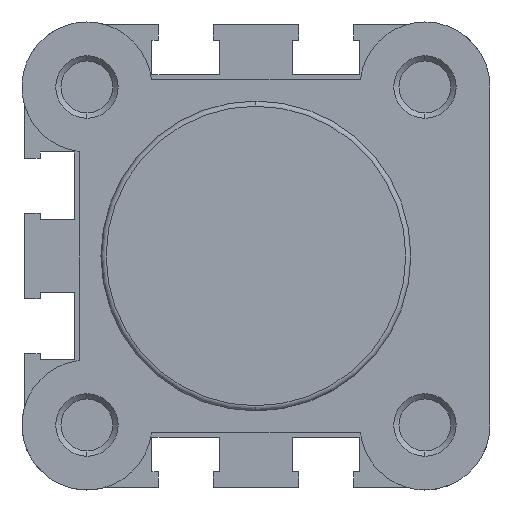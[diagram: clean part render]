
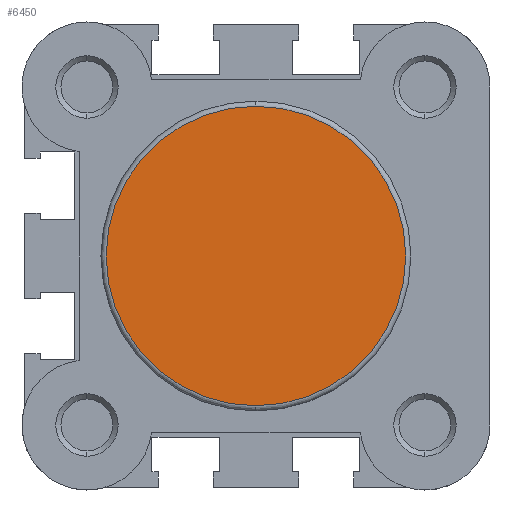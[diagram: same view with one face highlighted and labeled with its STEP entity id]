
A CAD part, left-side view. The second image highlights one B-rep face of the part: STEP entity #6450.
In plain terms, the highlighted planar face has unit normal (-1, 0, 0).
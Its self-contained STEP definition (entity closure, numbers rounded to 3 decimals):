
#41 = CARTESIAN_POINT ( 'NONE',  ( 0., 0., 0. ) ) ;
#278 = CARTESIAN_POINT ( 'NONE',  ( 0., 0., 14.4 ) ) ;
#297 = CARTESIAN_POINT ( 'NONE',  ( 0., 0., -14.4 ) ) ;
#309 = DIRECTION ( 'NONE',  ( -1., 0., 0. ) ) ;
#318 = DIRECTION ( 'NONE',  ( 0., 0., 1. ) ) ;
#1516 = ORIENTED_EDGE ( 'NONE', *, *, #4752, .T. ) ;
#1773 = ORIENTED_EDGE ( 'NONE', *, *, #4685, .T. ) ;
#2701 = CIRCLE ( 'NONE', #4134, 14.4 ) ;
#2795 = CIRCLE ( 'NONE', #4097, 14.4 ) ;
#3402 = EDGE_LOOP ( 'NONE', ( #1773, #1516 ) ) ;
#3630 = DIRECTION ( 'NONE',  ( 0., 0., 1. ) ) ;
#3654 = DIRECTION ( 'NONE',  ( -1., 0., 0. ) ) ;
#3656 = CARTESIAN_POINT ( 'NONE',  ( 0., -14.9, 0. ) ) ;
#3658 = PLANE ( 'NONE',  #3870 ) ;
#3870 = AXIS2_PLACEMENT_3D ( 'NONE', #3656, #3654, #3630 ) ;
#4097 = AXIS2_PLACEMENT_3D ( 'NONE', #41, #309, #318 ) ;
#4134 = AXIS2_PLACEMENT_3D ( 'NONE', #5531, #5530, #5528 ) ;
#4685 = EDGE_CURVE ( 'NONE', #6125, #6126, #2701, .T. ) ;
#4752 = EDGE_CURVE ( 'NONE', #6126, #6125, #2795, .T. ) ;
#5341 = FACE_OUTER_BOUND ( 'NONE', #3402, .T. ) ;
#5528 = DIRECTION ( 'NONE',  ( 0., 0., 1. ) ) ;
#5530 = DIRECTION ( 'NONE',  ( -1., 0., 0. ) ) ;
#5531 = CARTESIAN_POINT ( 'NONE',  ( 0., 0., 0. ) ) ;
#6125 = VERTEX_POINT ( 'NONE', #278 ) ;
#6126 = VERTEX_POINT ( 'NONE', #297 ) ;
#6450 = ADVANCED_FACE ( 'NONE', ( #5341 ), #3658, .T. ) ;
